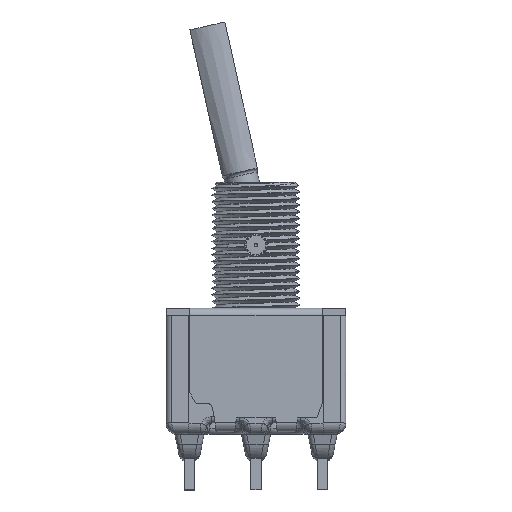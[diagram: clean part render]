
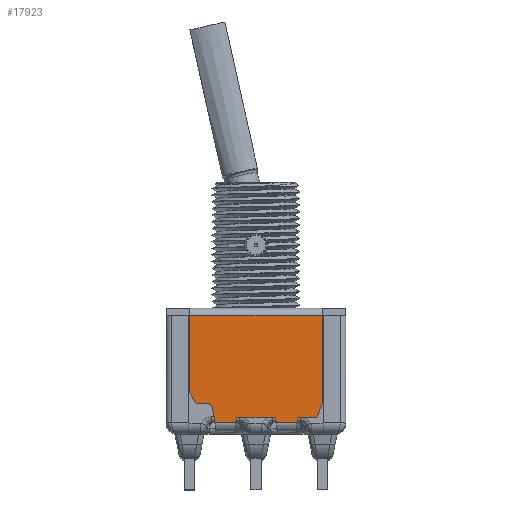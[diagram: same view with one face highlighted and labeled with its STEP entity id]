
A CAD part, top view. The second image highlights one B-rep face of the part: STEP entity #17923.
In plain terms, the highlighted planar face has unit normal (0, 0, 1).
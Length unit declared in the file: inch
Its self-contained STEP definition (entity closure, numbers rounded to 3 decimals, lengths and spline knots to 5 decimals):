
#999=PLANE('',#18990);
#1478=LINE('',#24595,#3202);
#1481=LINE('',#24601,#3205);
#1484=LINE('',#24674,#3208);
#1810=LINE('',#26604,#3534);
#1811=LINE('',#26605,#3535);
#1812=LINE('',#26607,#3536);
#1813=LINE('',#26609,#3537);
#1814=LINE('',#26611,#3538);
#1815=LINE('',#26613,#3539);
#1816=LINE('',#26615,#3540);
#1817=LINE('',#26617,#3541);
#1818=LINE('',#26619,#3542);
#1819=LINE('',#26623,#3543);
#1820=LINE('',#26625,#3544);
#3202=VECTOR('',#20114,39.37008);
#3205=VECTOR('',#20119,39.37008);
#3208=VECTOR('',#20124,39.37008);
#3534=VECTOR('',#20864,39.37008);
#3535=VECTOR('',#20865,39.37008);
#3536=VECTOR('',#20866,39.37008);
#3537=VECTOR('',#20867,39.37008);
#3538=VECTOR('',#20868,39.37008);
#3539=VECTOR('',#20869,39.37008);
#3540=VECTOR('',#20870,39.37008);
#3541=VECTOR('',#20871,39.37008);
#3542=VECTOR('',#20872,39.37008);
#3543=VECTOR('',#20875,39.37008);
#3544=VECTOR('',#20876,39.37008);
#5712=ORIENTED_EDGE('',*,*,#10536,.T.);
#5713=ORIENTED_EDGE('',*,*,#10539,.T.);
#5714=ORIENTED_EDGE('',*,*,#10544,.T.);
#5715=ORIENTED_EDGE('',*,*,#11009,.T.);
#5716=ORIENTED_EDGE('',*,*,#11010,.T.);
#5717=ORIENTED_EDGE('',*,*,#11011,.T.);
#5718=ORIENTED_EDGE('',*,*,#11012,.T.);
#5719=ORIENTED_EDGE('',*,*,#11013,.F.);
#5720=ORIENTED_EDGE('',*,*,#11014,.T.);
#5721=ORIENTED_EDGE('',*,*,#11015,.T.);
#5722=ORIENTED_EDGE('',*,*,#11016,.T.);
#5723=ORIENTED_EDGE('',*,*,#11017,.T.);
#5724=ORIENTED_EDGE('',*,*,#11018,.T.);
#5725=ORIENTED_EDGE('',*,*,#11019,.T.);
#5726=ORIENTED_EDGE('',*,*,#11020,.T.);
#10536=EDGE_CURVE('',#13307,#13310,#1478,.T.);
#10539=EDGE_CURVE('',#13310,#13312,#1481,.T.);
#10544=EDGE_CURVE('',#13312,#13313,#1484,.T.);
#11009=EDGE_CURVE('',#13313,#13303,#1810,.T.);
#11010=EDGE_CURVE('',#13303,#13638,#1811,.T.);
#11011=EDGE_CURVE('',#13638,#13639,#1812,.T.);
#11012=EDGE_CURVE('',#13639,#13640,#1813,.T.);
#11013=EDGE_CURVE('',#13641,#13640,#1814,.T.);
#11014=EDGE_CURVE('',#13641,#13642,#1815,.T.);
#11015=EDGE_CURVE('',#13642,#13643,#1816,.T.);
#11016=EDGE_CURVE('',#13643,#13644,#1817,.T.);
#11017=EDGE_CURVE('',#13644,#13645,#1818,.T.);
#11018=EDGE_CURVE('',#13645,#13646,#15146,.T.);
#11019=EDGE_CURVE('',#13646,#13647,#1819,.T.);
#11020=EDGE_CURVE('',#13647,#13307,#1820,.T.);
#13303=VERTEX_POINT('',#24494);
#13307=VERTEX_POINT('',#24565);
#13310=VERTEX_POINT('',#24594);
#13312=VERTEX_POINT('',#24600);
#13313=VERTEX_POINT('',#24652);
#13638=VERTEX_POINT('',#26606);
#13639=VERTEX_POINT('',#26608);
#13640=VERTEX_POINT('',#26610);
#13641=VERTEX_POINT('',#26612);
#13642=VERTEX_POINT('',#26614);
#13643=VERTEX_POINT('',#26616);
#13644=VERTEX_POINT('',#26618);
#13645=VERTEX_POINT('',#26620);
#13646=VERTEX_POINT('',#26622);
#13647=VERTEX_POINT('',#26624);
#15146=CIRCLE('',#18991,0.015);
#15629=EDGE_LOOP('',(#5712,#5713,#5714,#5715,#5716,#5717,#5718,#5719,#5720,
#5721,#5722,#5723,#5724,#5725,#5726));
#16673=FACE_BOUND('',#15629,.T.);
#17923=ADVANCED_FACE('',(#16673),#999,.T.);
#18990=AXIS2_PLACEMENT_3D('',#26603,#20862,#20863);
#18991=AXIS2_PLACEMENT_3D('',#26621,#20873,#20874);
#20114=DIRECTION('',(0.174,0.985,0.));
#20119=DIRECTION('',(1.,0.,0.));
#20124=DIRECTION('',(0.174,-0.985,0.));
#20862=DIRECTION('',(0.,0.,1.));
#20863=DIRECTION('',(1.,0.,0.));
#20864=DIRECTION('',(1.,0.,0.));
#20865=DIRECTION('',(0.174,0.985,0.));
#20866=DIRECTION('',(1.,0.,0.));
#20867=DIRECTION('',(0.342,0.94,0.));
#20868=DIRECTION('',(0.,-1.,0.));
#20869=DIRECTION('',(-1.,0.,0.));
#20870=DIRECTION('',(0.,-1.,0.));
#20871=DIRECTION('',(0.5,-0.866,0.));
#20872=DIRECTION('',(1.,0.,0.));
#20873=DIRECTION('',(0.,0.,-1.));
#20874=DIRECTION('',(0.,1.,0.));
#20875=DIRECTION('',(0.174,-0.985,0.));
#20876=DIRECTION('',(1.,0.,0.));
#24494=CARTESIAN_POINT('',(0.1136,-0.298,0.133));
#24565=CARTESIAN_POINT('',(-0.0564,-0.298,0.133));
#24594=CARTESIAN_POINT('',(-0.05411,-0.285,0.133));
#24595=CARTESIAN_POINT('',(-0.0564,-0.298,0.133));
#24600=CARTESIAN_POINT('',(0.05411,-0.285,0.133));
#24601=CARTESIAN_POINT('',(0.2485,-0.285,0.133));
#24652=CARTESIAN_POINT('',(0.0564,-0.298,0.133));
#24674=CARTESIAN_POINT('',(0.05411,-0.285,0.133));
#26603=CARTESIAN_POINT('',(0.2485,0.02,0.133));
#26604=CARTESIAN_POINT('',(0.0564,-0.298,0.133));
#26605=CARTESIAN_POINT('',(0.1136,-0.298,0.133));
#26606=CARTESIAN_POINT('',(0.11589,-0.285,0.133));
#26607=CARTESIAN_POINT('',(0.11589,-0.285,0.133));
#26608=CARTESIAN_POINT('',(0.16944,-0.285,0.133));
#26609=CARTESIAN_POINT('',(0.16944,-0.285,0.133));
#26610=CARTESIAN_POINT('',(0.184,-0.245,0.133));
#26611=CARTESIAN_POINT('',(0.184,0.,0.133));
#26612=CARTESIAN_POINT('',(0.184,0.,0.133));
#26613=CARTESIAN_POINT('',(0.184,0.,0.133));
#26614=CARTESIAN_POINT('',(-0.184,0.,0.133));
#26615=CARTESIAN_POINT('',(-0.184,0.,0.133));
#26616=CARTESIAN_POINT('',(-0.184,-0.215,0.133));
#26617=CARTESIAN_POINT('',(-0.184,-0.215,0.133));
#26618=CARTESIAN_POINT('',(-0.16668,-0.245,0.133));
#26619=CARTESIAN_POINT('',(-0.16668,-0.245,0.133));
#26620=CARTESIAN_POINT('',(-0.13553,-0.245,0.133));
#26621=CARTESIAN_POINT('',(-0.13553,-0.26,0.133));
#26622=CARTESIAN_POINT('',(-0.12076,-0.2574,0.133));
#26623=CARTESIAN_POINT('',(-0.12076,-0.2574,0.133));
#26624=CARTESIAN_POINT('',(-0.1136,-0.298,0.133));
#26625=CARTESIAN_POINT('',(-0.1136,-0.298,0.133));
